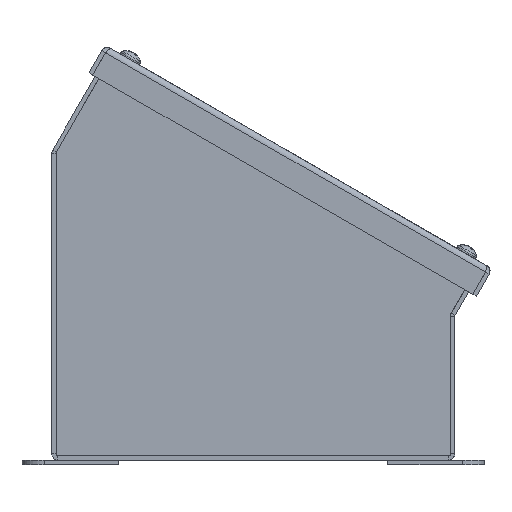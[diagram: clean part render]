
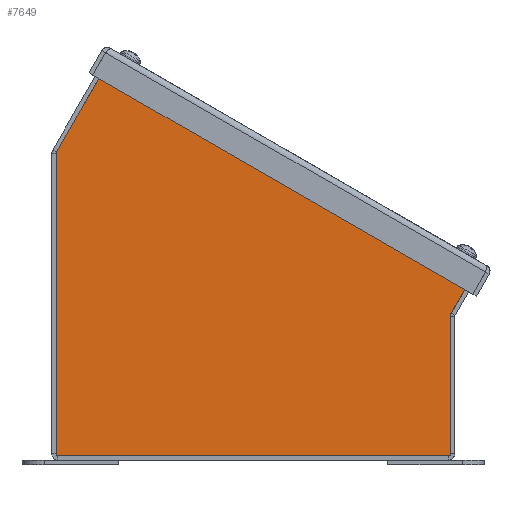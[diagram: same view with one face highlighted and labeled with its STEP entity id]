
A CAD part, front view. The second image highlights one B-rep face of the part: STEP entity #7649.
In plain terms, the highlighted face is planar.
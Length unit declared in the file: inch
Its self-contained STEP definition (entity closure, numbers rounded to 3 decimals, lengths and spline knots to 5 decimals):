
#377=LINE('',#11157,#1159);
#380=LINE('',#11163,#1162);
#383=LINE('',#11171,#1165);
#386=LINE('',#11175,#1168);
#398=LINE('',#11200,#1180);
#400=LINE('',#11204,#1182);
#402=LINE('',#11207,#1184);
#403=LINE('',#11210,#1185);
#404=LINE('',#11212,#1186);
#405=LINE('',#11214,#1187);
#406=LINE('',#11216,#1188);
#407=LINE('',#11218,#1189);
#408=LINE('',#11220,#1190);
#409=LINE('',#11221,#1191);
#1159=VECTOR('',#9072,5.28693);
#1162=VECTOR('',#9077,0.0002);
#1165=VECTOR('',#9082,0.03145);
#1168=VECTOR('',#9087,0.0002);
#1180=VECTOR('',#9103,0.03145);
#1182=VECTOR('',#9107,0.0002);
#1184=VECTOR('',#9111,0.0002);
#1185=VECTOR('',#9114,0.9087);
#1186=VECTOR('',#9115,1.75512);
#1187=VECTOR('',#9116,5.0975);
#1188=VECTOR('',#9117,6.632);
#1189=VECTOR('',#9118,2.375);
#1190=VECTOR('',#9119,0.79688);
#1191=VECTOR('',#9120,0.9087);
#1850=PLANE('',#8125);
#2248=FACE_OUTER_BOUND('',#2671,.T.);
#2671=EDGE_LOOP('',(#5450,#5451,#5452,#5453,#5454,#5455,#5456,#5457,#5458,
#5459,#5460,#5461,#5462,#5463));
#3381=VERTEX_POINT('',#11142);
#3382=VERTEX_POINT('',#11146);
#3385=VERTEX_POINT('',#11161);
#3388=VERTEX_POINT('',#11168);
#3389=VERTEX_POINT('',#11170);
#3399=VERTEX_POINT('',#11197);
#3400=VERTEX_POINT('',#11199);
#3401=VERTEX_POINT('',#11203);
#3402=VERTEX_POINT('',#11209);
#3403=VERTEX_POINT('',#11211);
#3404=VERTEX_POINT('',#11213);
#3405=VERTEX_POINT('',#11215);
#3406=VERTEX_POINT('',#11217);
#3407=VERTEX_POINT('',#11219);
#4152=EDGE_CURVE('',#3381,#3382,#377,.T.);
#4155=EDGE_CURVE('',#3382,#3385,#380,.T.);
#4158=EDGE_CURVE('',#3389,#3388,#383,.T.);
#4161=EDGE_CURVE('',#3385,#3389,#386,.T.);
#4173=EDGE_CURVE('',#3400,#3399,#398,.T.);
#4175=EDGE_CURVE('',#3401,#3381,#400,.T.);
#4177=EDGE_CURVE('',#3399,#3401,#402,.T.);
#4178=EDGE_CURVE('',#3402,#3388,#403,.T.);
#4179=EDGE_CURVE('',#3403,#3402,#404,.T.);
#4180=EDGE_CURVE('',#3404,#3403,#405,.T.);
#4181=EDGE_CURVE('',#3405,#3404,#406,.T.);
#4182=EDGE_CURVE('',#3406,#3405,#407,.T.);
#4183=EDGE_CURVE('',#3407,#3406,#408,.T.);
#4184=EDGE_CURVE('',#3400,#3407,#409,.T.);
#5450=ORIENTED_EDGE('',*,*,#4158,.T.);
#5451=ORIENTED_EDGE('',*,*,#4178,.F.);
#5452=ORIENTED_EDGE('',*,*,#4179,.F.);
#5453=ORIENTED_EDGE('',*,*,#4180,.F.);
#5454=ORIENTED_EDGE('',*,*,#4181,.F.);
#5455=ORIENTED_EDGE('',*,*,#4182,.F.);
#5456=ORIENTED_EDGE('',*,*,#4183,.F.);
#5457=ORIENTED_EDGE('',*,*,#4184,.F.);
#5458=ORIENTED_EDGE('',*,*,#4173,.T.);
#5459=ORIENTED_EDGE('',*,*,#4177,.T.);
#5460=ORIENTED_EDGE('',*,*,#4175,.T.);
#5461=ORIENTED_EDGE('',*,*,#4152,.T.);
#5462=ORIENTED_EDGE('',*,*,#4155,.T.);
#5463=ORIENTED_EDGE('',*,*,#4161,.T.);
#7649=ADVANCED_FACE('',(#2248),#1850,.T.);
#8125=AXIS2_PLACEMENT_3D('',#11208,#9112,#9113);
#9072=DIRECTION('',(-0.866,0.5,0.));
#9077=DIRECTION('',(-0.5,-0.866,0.));
#9082=DIRECTION('',(0.5,0.866,0.));
#9087=DIRECTION('',(-0.866,0.5,0.));
#9103=DIRECTION('',(-0.5,-0.866,0.));
#9107=DIRECTION('',(0.5,0.866,0.));
#9111=DIRECTION('',(-0.866,0.5,0.));
#9112=DIRECTION('center_axis',(0.,0.,1.));
#9113=DIRECTION('ref_axis',(1.,0.,0.));
#9114=DIRECTION('',(0.866,-0.5,0.));
#9115=DIRECTION('',(0.5,0.866,0.));
#9116=DIRECTION('',(0.,1.,0.));
#9117=DIRECTION('',(-1.,0.,0.));
#9118=DIRECTION('',(0.,-1.,0.));
#9119=DIRECTION('',(-0.5,-0.866,0.));
#9120=DIRECTION('',(0.866,-0.5,0.));
#11142=CARTESIAN_POINT('',(6.22768,3.4925,0.074));
#11146=CARTESIAN_POINT('',(1.64907,6.13597,0.074));
#11157=CARTESIAN_POINT('',(2.9253,5.39913,0.074));
#11161=CARTESIAN_POINT('',(1.64897,6.13579,0.074));
#11163=CARTESIAN_POINT('',(1.06434,5.1232,0.074));
#11168=CARTESIAN_POINT('',(1.66452,6.16313,0.074));
#11170=CARTESIAN_POINT('',(1.64879,6.13589,0.074));
#11171=CARTESIAN_POINT('',(1.07203,5.13692,0.074));
#11175=CARTESIAN_POINT('',(2.92511,5.39901,0.074));
#11197=CARTESIAN_POINT('',(6.22776,3.49223,0.074));
#11199=CARTESIAN_POINT('',(6.24348,3.51946,0.074));
#11200=CARTESIAN_POINT('',(5.64313,2.47963,0.074));
#11203=CARTESIAN_POINT('',(6.22758,3.49233,0.074));
#11204=CARTESIAN_POINT('',(5.65082,2.49335,0.074));
#11207=CARTESIAN_POINT('',(5.21451,4.07723,0.074));
#11208=CARTESIAN_POINT('Origin',(3.03219,2.63694,0.074));
#11209=CARTESIAN_POINT('',(0.87756,6.61748,0.074));
#11210=CARTESIAN_POINT('',(7.03044,3.06511,0.074));
#11211=CARTESIAN_POINT('',(0.,5.0975,0.074));
#11212=CARTESIAN_POINT('',(0.87756,6.61748,0.074));
#11213=CARTESIAN_POINT('',(0.,0.,0.074));
#11214=CARTESIAN_POINT('',(0.,5.0975,0.074));
#11215=CARTESIAN_POINT('',(6.632,0.,0.074));
#11216=CARTESIAN_POINT('',(0.,0.,0.074));
#11217=CARTESIAN_POINT('',(6.632,2.375,0.074));
#11218=CARTESIAN_POINT('',(6.632,0.,0.074));
#11219=CARTESIAN_POINT('',(7.03044,3.06511,0.074));
#11220=CARTESIAN_POINT('',(6.632,2.375,0.074));
#11221=CARTESIAN_POINT('',(7.03044,3.06511,0.074));
